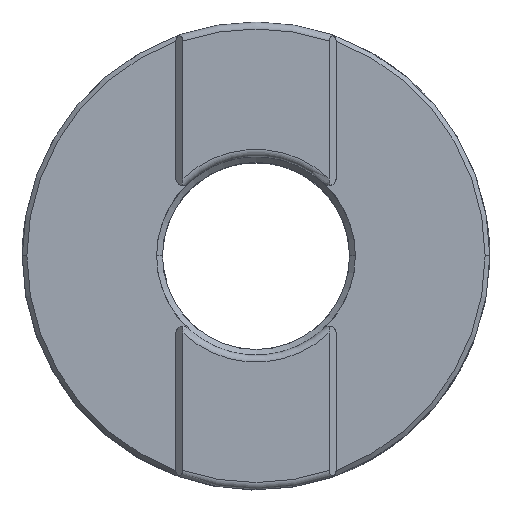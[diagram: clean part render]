
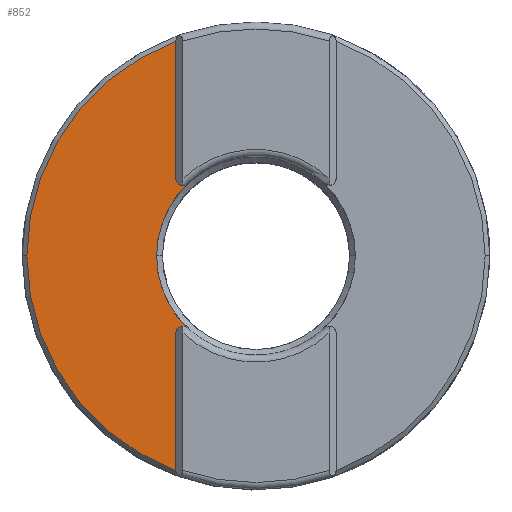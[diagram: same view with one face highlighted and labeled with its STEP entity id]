
A CAD part, top view. The second image highlights one B-rep face of the part: STEP entity #852.
In plain terms, the highlighted planar face has unit normal (0, 0, 1).
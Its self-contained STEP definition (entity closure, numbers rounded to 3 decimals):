
#84 = LINE ( 'NONE', #3005, #2310 ) ;
#192 = DIRECTION ( 'NONE',  ( 1., 0., 0. ) ) ;
#198 = EDGE_CURVE ( 'NONE', #1667, #2230, #1065, .T. ) ;
#252 = DIRECTION ( 'NONE',  ( 0., 0., -1. ) ) ;
#289 = AXIS2_PLACEMENT_3D ( 'NONE', #1095, #1607, #2675 ) ;
#295 = EDGE_CURVE ( 'NONE', #2230, #2904, #2109, .T. ) ;
#351 = VERTEX_POINT ( 'NONE', #3125 ) ;
#508 = DIRECTION ( 'NONE',  ( 1., 0., 0. ) ) ;
#598 = LINE ( 'NONE', #2972, #1976 ) ;
#681 = EDGE_CURVE ( 'NONE', #351, #1667, #937, .T. ) ;
#683 = DIRECTION ( 'NONE',  ( 0., 0., -1. ) ) ;
#684 = CARTESIAN_POINT ( 'NONE',  ( -9.8, 0., 8. ) ) ;
#806 = CARTESIAN_POINT ( 'NONE',  ( 0., 0., 8. ) ) ;
#819 = CARTESIAN_POINT ( 'NONE',  ( -2.919, 3.089, 8. ) ) ;
#852 = ADVANCED_FACE ( 'NONE', ( #3133 ), #3147, .T. ) ;
#866 = EDGE_CURVE ( 'NONE', #3210, #3033, #889, .T. ) ;
#889 = CIRCLE ( 'NONE', #2807, 9.8 ) ;
#937 = CIRCLE ( 'NONE', #1656, 0.3 ) ;
#967 = ORIENTED_EDGE ( 'NONE', *, *, #1646, .T. ) ;
#1065 = CIRCLE ( 'NONE', #2377, 4.25 ) ;
#1095 = CARTESIAN_POINT ( 'NONE',  ( 0., 0., 8. ) ) ;
#1120 = VERTEX_POINT ( 'NONE', #2464 ) ;
#1126 = AXIS2_PLACEMENT_3D ( 'NONE', #2880, #252, #1310 ) ;
#1170 = ORIENTED_EDGE ( 'NONE', *, *, #1389, .T. ) ;
#1276 = DIRECTION ( 'NONE',  ( 0., 0., -1. ) ) ;
#1310 = DIRECTION ( 'NONE',  ( 1., 0., 0. ) ) ;
#1366 = ORIENTED_EDGE ( 'NONE', *, *, #2164, .T. ) ;
#1389 = EDGE_CURVE ( 'NONE', #1495, #1120, #84, .T. ) ;
#1392 = ORIENTED_EDGE ( 'NONE', *, *, #681, .T. ) ;
#1491 = DIRECTION ( 'NONE',  ( 0., 0., -1. ) ) ;
#1492 = CARTESIAN_POINT ( 'NONE',  ( 0., 0., 8. ) ) ;
#1495 = VERTEX_POINT ( 'NONE', #3333 ) ;
#1520 = DIRECTION ( 'NONE',  ( 1., 0., 0. ) ) ;
#1548 = DIRECTION ( 'NONE',  ( 1., 0., 0. ) ) ;
#1565 = CIRCLE ( 'NONE', #1126, 0.3 ) ;
#1566 = DIRECTION ( 'NONE',  ( 0., 0., 1. ) ) ;
#1589 = CARTESIAN_POINT ( 'NONE',  ( -2.919, -3.089, 8. ) ) ;
#1607 = DIRECTION ( 'NONE',  ( 0., 0., -1. ) ) ;
#1646 = EDGE_CURVE ( 'NONE', #2904, #1495, #1565, .T. ) ;
#1656 = AXIS2_PLACEMENT_3D ( 'NONE', #2551, #1491, #192 ) ;
#1667 = VERTEX_POINT ( 'NONE', #1589 ) ;
#1844 = ORIENTED_EDGE ( 'NONE', *, *, #198, .T. ) ;
#1908 = EDGE_CURVE ( 'NONE', #3033, #1120, #2872, .T. ) ;
#1976 = VECTOR ( 'NONE', #2699, 1000. ) ;
#2109 = CIRCLE ( 'NONE', #289, 4.25 ) ;
#2164 = EDGE_CURVE ( 'NONE', #3210, #351, #598, .T. ) ;
#2230 = VERTEX_POINT ( 'NONE', #2446 ) ;
#2257 = AXIS2_PLACEMENT_3D ( 'NONE', #1492, #683, #2536 ) ;
#2310 = VECTOR ( 'NONE', #2730, 1000. ) ;
#2332 = CARTESIAN_POINT ( 'NONE',  ( -3.425, -9.182, 8. ) ) ;
#2377 = AXIS2_PLACEMENT_3D ( 'NONE', #3086, #1276, #1520 ) ;
#2443 = EDGE_LOOP ( 'NONE', ( #1366, #1392, #1844, #3370, #967, #1170, #3156, #3390 ) ) ;
#2446 = CARTESIAN_POINT ( 'NONE',  ( -4.25, 0., 8. ) ) ;
#2464 = CARTESIAN_POINT ( 'NONE',  ( -3.425, 9.182, 8. ) ) ;
#2536 = DIRECTION ( 'NONE',  ( 1., 0., 0. ) ) ;
#2551 = CARTESIAN_POINT ( 'NONE',  ( -3.125, -3.307, 8. ) ) ;
#2573 = DIRECTION ( 'NONE',  ( 0., 0., -1. ) ) ;
#2675 = DIRECTION ( 'NONE',  ( 1., 0., 0. ) ) ;
#2699 = DIRECTION ( 'NONE',  ( 0., 1., 0. ) ) ;
#2730 = DIRECTION ( 'NONE',  ( 0., 1., 0. ) ) ;
#2807 = AXIS2_PLACEMENT_3D ( 'NONE', #806, #2573, #1548 ) ;
#2871 = CARTESIAN_POINT ( 'NONE',  ( 0., 0., 8. ) ) ;
#2872 = CIRCLE ( 'NONE', #2257, 9.8 ) ;
#2880 = CARTESIAN_POINT ( 'NONE',  ( -3.125, 3.307, 8. ) ) ;
#2904 = VERTEX_POINT ( 'NONE', #819 ) ;
#2972 = CARTESIAN_POINT ( 'NONE',  ( -3.425, 9.395, 8. ) ) ;
#3005 = CARTESIAN_POINT ( 'NONE',  ( -3.425, 9.395, 8. ) ) ;
#3033 = VERTEX_POINT ( 'NONE', #684 ) ;
#3086 = CARTESIAN_POINT ( 'NONE',  ( 0., 0., 8. ) ) ;
#3125 = CARTESIAN_POINT ( 'NONE',  ( -3.425, -3.307, 8. ) ) ;
#3133 = FACE_OUTER_BOUND ( 'NONE', #2443, .T. ) ;
#3147 = PLANE ( 'NONE',  #3352 ) ;
#3156 = ORIENTED_EDGE ( 'NONE', *, *, #1908, .F. ) ;
#3210 = VERTEX_POINT ( 'NONE', #2332 ) ;
#3333 = CARTESIAN_POINT ( 'NONE',  ( -3.425, 3.307, 8. ) ) ;
#3352 = AXIS2_PLACEMENT_3D ( 'NONE', #2871, #1566, #508 ) ;
#3370 = ORIENTED_EDGE ( 'NONE', *, *, #295, .T. ) ;
#3390 = ORIENTED_EDGE ( 'NONE', *, *, #866, .F. ) ;
